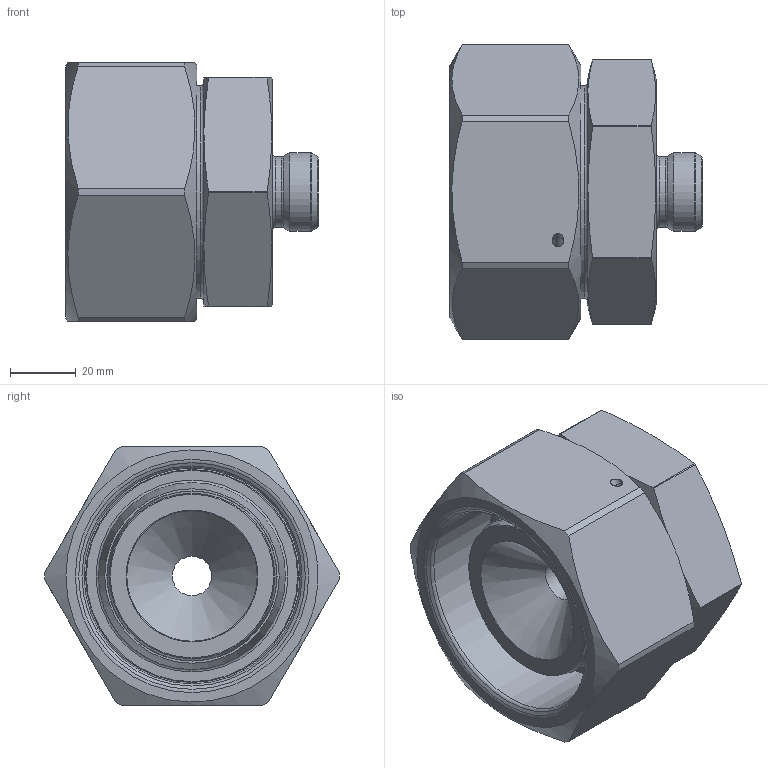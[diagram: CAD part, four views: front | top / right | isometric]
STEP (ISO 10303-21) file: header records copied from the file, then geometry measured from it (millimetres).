
FILE_DESCRIPTION(/* description */ (''),/* implementation_level */ '2;1');
FILE_NAME(/* name */ 'GDA5016.stp',/* time_stamp */ '2025-01-17T09:00:56+01:00',/* author */ (''),/* organization */ (''),/* preprocessor_version */ 'ST-DEVELOPER v16',/* originating_system */ 'SIEMENS PLM Software NX 10.0',/* authorisation */ '');
FILE_SCHEMA (('CONFIG_CONTROL_DESIGN'));
Length unit declared in the file: millimetre
Products named in the file (6): X-ST25_einzel_NG50; X-OR-50; X-MT50; X-GDA5016; ST25_NG50; GDA5016
Assembly tree (6 placements, depth 3):
  GDA5016
    ST25_NG50
      X-ST25_einzel_NG50  x2
    X-GDA5016
    X-MT50
    X-OR-50
Bounding box: 77 x 90 x 79 mm (x, y, z)
Volume: 248973.4 mm3; surface area: 49212.5 mm2
Topology: 5 solids, 5 shells, 91 faces, 209 edges, 132 vertices
Faces by surface type: plane 27, cylinder 22, torus 18, cone 15, bspline 8, revolution 1
Full cylindrical faces by diameter (mm): 3.3 x1, 3.5 x1, 12 x1, 16.2 x1, 21.6 x1, 24 x1, 64.955 x2, 65.25 x1, 66 x1
Entity records: 3363 total; most frequent: CARTESIAN_POINT 1060, DIRECTION 335, ORIENTED_EDGE 280, AXIS2_PLACEMENT_3D 155, EDGE_LOOP 140, EDGE_CURVE 140, FACE_BOUND 111, VERTEX_POINT 111
